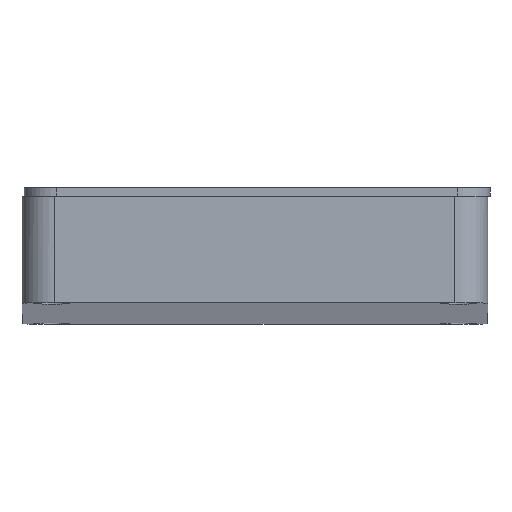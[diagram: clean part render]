
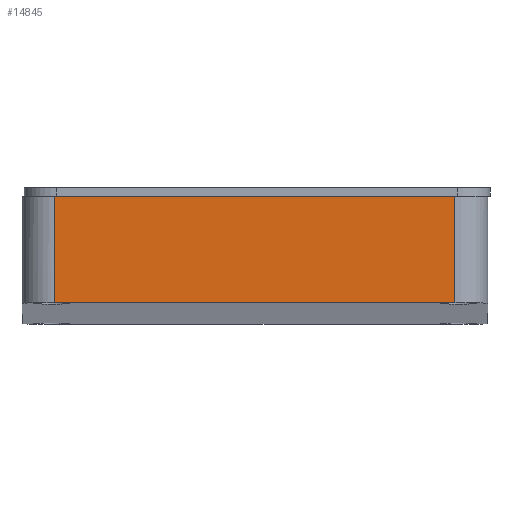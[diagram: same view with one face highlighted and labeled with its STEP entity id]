
A CAD part, front view. The second image highlights one B-rep face of the part: STEP entity #14845.
In plain terms, the highlighted planar face has unit normal (0, -1, 0).
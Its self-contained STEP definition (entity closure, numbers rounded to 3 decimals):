
#1783=FACE_OUTER_BOUND('',#2258,.T.);
#2258=EDGE_LOOP('',(#11032,#11033,#11034,#11035));
#2976=LINE('',#19786,#4616);
#2981=LINE('',#19808,#4621);
#2982=LINE('',#19812,#4622);
#2991=LINE('',#19841,#4631);
#4616=VECTOR('',#16321,10.);
#4621=VECTOR('',#16342,10.);
#4622=VECTOR('',#16347,10.);
#4631=VECTOR('',#16372,10.);
#6257=VERTEX_POINT('',#19783);
#6258=VERTEX_POINT('',#19785);
#6267=VERTEX_POINT('',#19807);
#6268=VERTEX_POINT('',#19811);
#8445=EDGE_CURVE('',#6258,#6257,#2976,.T.);
#8456=EDGE_CURVE('',#6258,#6267,#2981,.T.);
#8458=EDGE_CURVE('',#6267,#6268,#2982,.T.);
#8474=EDGE_CURVE('',#6268,#6257,#2991,.T.);
#11032=ORIENTED_EDGE('',*,*,#8456,.F.);
#11033=ORIENTED_EDGE('',*,*,#8445,.T.);
#11034=ORIENTED_EDGE('',*,*,#8474,.F.);
#11035=ORIENTED_EDGE('',*,*,#8458,.F.);
#14627=PLANE('',#15412);
#14845=ADVANCED_FACE('',(#1783),#14627,.T.);
#15412=AXIS2_PLACEMENT_3D('',#19840,#16370,#16371);
#16321=DIRECTION('',(1.,0.,0.));
#16342=DIRECTION('',(0.,0.,1.));
#16347=DIRECTION('',(1.,0.,0.));
#16370=DIRECTION('center_axis',(0.,-1.,0.));
#16371=DIRECTION('ref_axis',(1.,0.,0.));
#16372=DIRECTION('',(0.,0.,-1.));
#19783=CARTESIAN_POINT('',(13.9,-47.36,-5.));
#19785=CARTESIAN_POINT('',(-54.,-47.36,-5.));
#19786=CARTESIAN_POINT('',(-39.75,-47.36,-5.));
#19807=CARTESIAN_POINT('',(-54.,-47.36,13.));
#19808=CARTESIAN_POINT('',(-54.,-47.36,0.));
#19811=CARTESIAN_POINT('',(13.9,-47.36,13.));
#19812=CARTESIAN_POINT('',(19.5,-47.36,13.));
#19840=CARTESIAN_POINT('Origin',(-59.5,-47.36,0.));
#19841=CARTESIAN_POINT('',(13.9,-47.36,0.));
